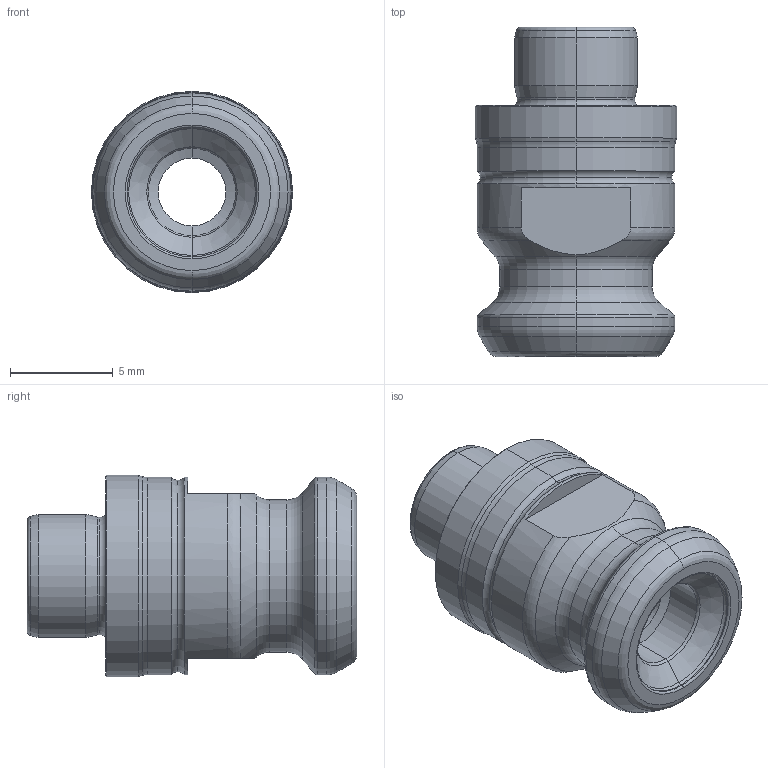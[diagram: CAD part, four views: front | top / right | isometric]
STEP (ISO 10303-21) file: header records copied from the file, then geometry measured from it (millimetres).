
FILE_DESCRIPTION (( 'STEP AP214' ), '1' );
FILE_NAME ('STARK_8000 902_A.STEP', '2017-04-26T12:44:32', ( '' ), ( '' ), 'SwSTEP 2.0', 'SolidWorks 2015', '' );
FILE_SCHEMA (( 'AUTOMOTIVE_DESIGN' ));
Length unit declared in the file: millimetre
Products named in the file (1): STARK_8000 902_A
Bounding box: 9.77 x 16 x 9.77 mm (x, y, z)
Volume: 681.7 mm3; surface area: 736.3 mm2
Topology: 1 solids, 1 shells, 81 faces, 170 edges, 92 vertices
Faces by surface type: torus 32, cone 22, cylinder 20, plane 7
Entity records: 2224 total; most frequent: DIRECTION 440, CARTESIAN_POINT 400, ORIENTED_EDGE 340, AXIS2_PLACEMENT_3D 196, EDGE_CURVE 170, CIRCLE 114, VERTEX_POINT 92, EDGE_LOOP 84
